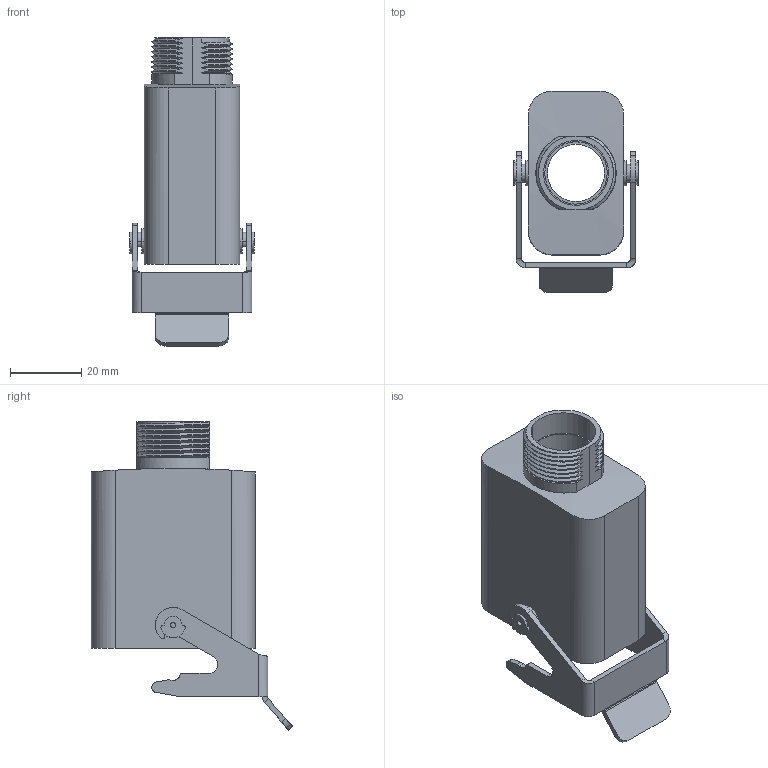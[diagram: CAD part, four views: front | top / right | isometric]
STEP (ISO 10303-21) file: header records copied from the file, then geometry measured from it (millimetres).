
FILE_DESCRIPTION(('CATIA V5 STEP Exchange','CAx-IF Rec.Pracs.--- Model Styling and Organization---1.4--- 2014-01-23'),'2;1');
FILE_NAME ('13410723_4', '2019-10-29T12:39:14+00:00', ('none'), ('Weidmueller'), 'CATIA Version 5-6 Release 2016 SP3 HF44', 'CATIA V5 STEP AP214', 'none');
FILE_SCHEMA(('AUTOMOTIVE_DESIGN { 1 0 10303 214 1 1 1 1 }'));
Length unit declared in the file: millimetre
Products named in the file (1): 1003120000
Bounding box: 35 x 56.45 x 86.41 mm (x, y, z)
Volume: 20588.3 mm3; surface area: 25039.5 mm2
Topology: 1 solids, 1 shells, 300 faces, 818 edges, 534 vertices
Faces by surface type: cylinder 148, plane 103, bspline 45, cone 4
Entity records: 11640 total; most frequent: CARTESIAN_POINT 4837, ORIENTED_EDGE 1636, DIRECTION 1004, EDGE_CURVE 818, VERTEX_POINT 534, AXIS2_PLACEMENT_3D 431, VECTOR 380, LINE 380
